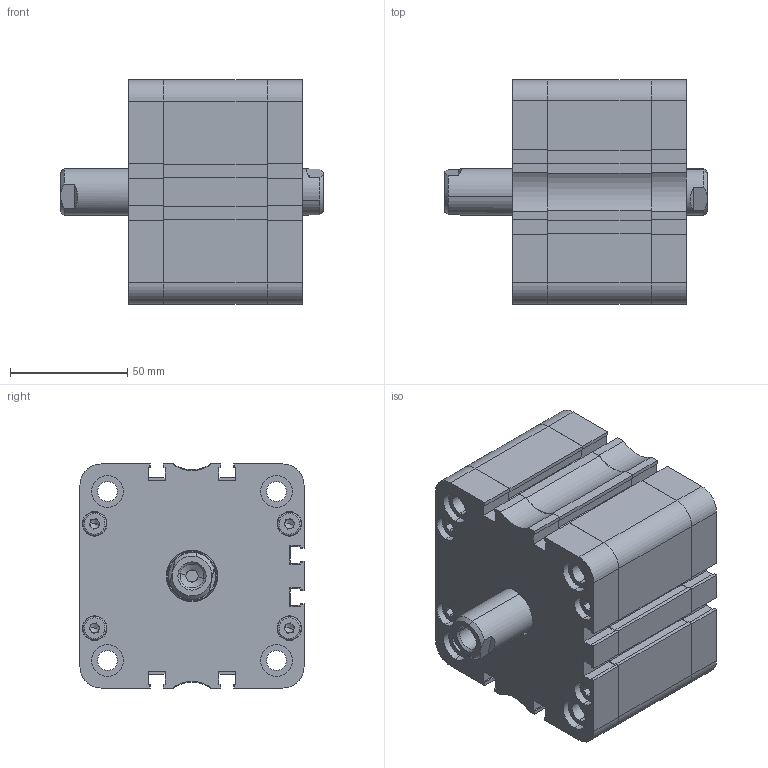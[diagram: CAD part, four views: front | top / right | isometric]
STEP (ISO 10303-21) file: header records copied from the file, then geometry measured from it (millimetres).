
FILE_DESCRIPTION (( 'STEP AP214' ), '1' );
FILE_NAME ('SM_004_080_0020_NP.STEP', '2019-11-14T13:07:17', ( '' ), ( '' ), 'SwSTEP 2.0', 'SolidWorks 2019', '' );
FILE_SCHEMA (( 'AUTOMOTIVE_DESIGN' ));
Length unit declared in the file: millimetre
Products named in the file (17): Kopia Pokrywa przód^Pokrywa przód kpl_DTW_Smart - Pok prz¢d - D080; Kopia Pierœcieñ prowadz¹cy^T³ok kpl_DTW_Pier˜cieä prowadz¥cy D080; Kopia Magnes^T³ok kpl_DTW_Magnes D080; Kopia SMART - U. t硂ka lu焠a^T硂k kpl_DTW_U. t坥ka lu玭a - D080; Kopia SMART - U. t³oka S^T³ok kpl_DTW_U. tˆoka S - D080; socket set screw flat point_iso_ISO 4026 - M10 x 50-N; T³oczysko^DTW_Tˆoczysko - D080; Pokrywa przód kpl^DTW_Pokrywa prz¢d kpl - D080; T硂k kpl^DTW_T坥k kpl - D080; Kopia SMART - U. typ Oring - pokrywa^Pokrywa przód kpl_DTW_U. typ Oring - D080; Tuleja^DTW_Tuleja - D080; socket head thin cap screw_din_DIN 7984 - M6 x 25 --- 22N; Kopia Tuleja prowadz¹ca^Pokrywa przód kpl_DTW_Tuleja prowadz¥ca - D080; Kopia T硂k^T硂k kpl_DTW_T坥k - D080; Kopia SMART - U. t³oczyska^Pokrywa przód kpl_DTW_U. tˆoczyska - D080; SM_004_080_0020_NP
Assembly tree (29 placements, depth 3):
  SM_004_080_0020_NP
    Pokrywa przód kpl^DTW_Pokrywa prz¢d kpl - D080
      Kopia Pokrywa przód^Pokrywa przód kpl_DTW_Smart - Pok prz¢d - D080
      Kopia SMART - U. typ Oring - pokrywa^Pokrywa przód kpl_DTW_U. typ Oring - D080
      Kopia Tuleja prowadz¹ca^Pokrywa przód kpl_DTW_Tuleja prowadz¥ca - D080
      Kopia SMART - U. t³oczyska^Pokrywa przód kpl_DTW_U. tˆoczyska - D080
    Pokrywa przód kpl^DTW_Pokrywa prz¢d kpl - D080
      Kopia Pokrywa przód^Pokrywa przód kpl_DTW_Smart - Pok prz¢d - D080
      Kopia SMART - U. typ Oring - pokrywa^Pokrywa przód kpl_DTW_U. typ Oring - D080
      Kopia Tuleja prowadz¹ca^Pokrywa przód kpl_DTW_Tuleja prowadz¥ca - D080
      Kopia SMART - U. t³oczyska^Pokrywa przód kpl_DTW_U. tˆoczyska - D080
    Tuleja^DTW_Tuleja - D080
    T硂k kpl^DTW_T坥k kpl - D080
      Kopia T硂k^T硂k kpl_DTW_T坥k - D080
      Kopia Magnes^T³ok kpl_DTW_Magnes D080
      Kopia Pierœcieñ prowadz¹cy^T³ok kpl_DTW_Pier˜cieä prowadz¥cy D080
      Kopia SMART - U. t硂ka lu焠a^T硂k kpl_DTW_U. t坥ka lu玭a - D080  x2
      Kopia SMART - U. t³oka S^T³ok kpl_DTW_U. tˆoka S - D080
    T³oczysko^DTW_Tˆoczysko - D080  x2
    socket head thin cap screw_din_DIN 7984 - M6 x 25 --- 22N  x8
    socket set screw flat point_iso_ISO 4026 - M10 x 50-N
Bounding box: 112 x 95.5 x 95.5 mm (x, y, z)
Volume: 404895.7 mm3; surface area: 199329.8 mm2
Topology: 27 solids, 27 shells, 1161 faces, 2877 edges, 1848 vertices
Faces by surface type: plane 572, cylinder 333, bspline 118, cone 106, torus 32
Entity records: 22947 total; most frequent: CARTESIAN_POINT 6797, ORIENTED_EDGE 3186, DIRECTION 3158, EDGE_CURVE 1593, AXIS2_PLACEMENT_3D 1105, VERTEX_POINT 1044, VECTOR 948, LINE 948
